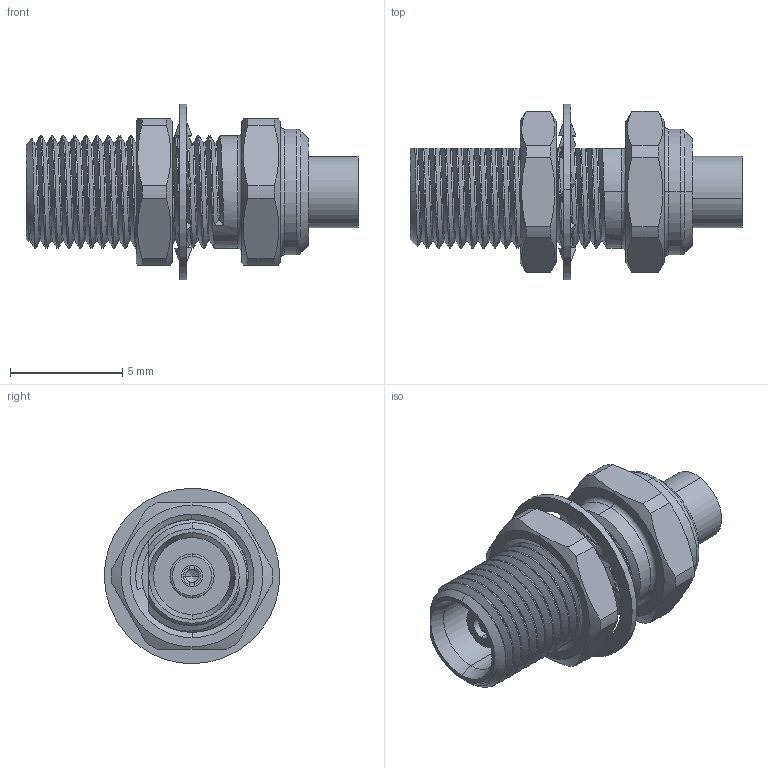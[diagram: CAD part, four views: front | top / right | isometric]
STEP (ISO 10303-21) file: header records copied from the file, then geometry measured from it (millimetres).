
FILE_DESCRIPTION (( 'STEP AP214' ), '1' );
FILE_NAME ('Ðîçåòêà_ÑÐ-50-2-02-Ð-Ï-Ïê-066.STEP', '2018-12-06T07:19:43', ( 'User' ), ( '' ), 'SwSTEP 2.0', 'SolidWorks 2016', '' );
FILE_SCHEMA (( 'AUTOMOTIVE_DESIGN' ));
Length unit declared in the file: millimetre
Products named in the file (1): Ðîçåòêà_ÑÐ-50-2-02-Ð-Ï-Ïê-066
Bounding box: 14.76 x 7.8 x 7.8 mm (x, y, z)
Volume: 249.2 mm3; surface area: 616.2 mm2
Topology: 3 solids, 3 shells, 272 faces, 733 edges, 472 vertices
Faces by surface type: cylinder 105, bspline 89, plane 34, cone 30, torus 14
Entity records: 38952 total; most frequent: CARTESIAN_POINT 30232, ORIENTED_EDGE 1462, DIRECTION 838, EDGE_CURVE 731, VERTEX_POINT 472, AXIS2_PLACEMENT_3D 329, EDGE_LOOP 283, UNCERTAINTY_MEASURE_WITH_UNIT 277
